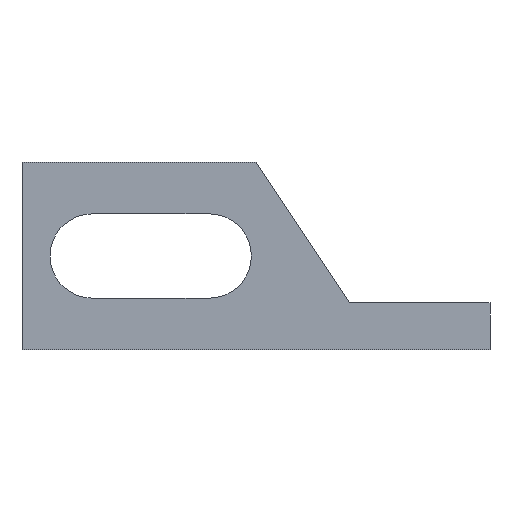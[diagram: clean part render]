
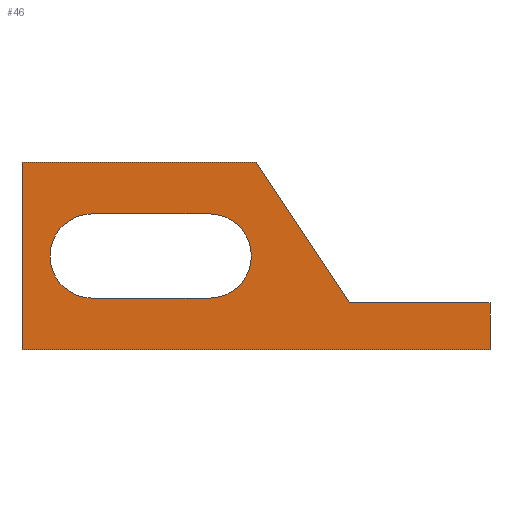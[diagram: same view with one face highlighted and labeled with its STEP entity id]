
A CAD part, top view. The second image highlights one B-rep face of the part: STEP entity #46.
In plain terms, the highlighted planar face has unit normal (0, 0, 1).
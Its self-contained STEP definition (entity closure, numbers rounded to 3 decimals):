
#1 = CARTESIAN_POINT ( 'NONE',  ( 50., 0., 0. ) ) ;
#4 = PLANE ( 'NONE',  #39 ) ;
#5 = VERTEX_POINT ( 'NONE', #70 ) ;
#6 = CARTESIAN_POINT ( 'NONE',  ( 0., 20., 0. ) ) ;
#7 = ORIENTED_EDGE ( 'NONE', *, *, #51, .T. ) ;
#8 = VECTOR ( 'NONE', #73, 1000. ) ;
#9 = EDGE_CURVE ( 'NONE', #5, #99, #100, .T. ) ;
#11 = DIRECTION ( 'NONE',  ( 0., 0., 1. ) ) ;
#13 = CARTESIAN_POINT ( 'NONE',  ( 35., 5., 0. ) ) ;
#14 = VERTEX_POINT ( 'NONE', #92 ) ;
#15 = DIRECTION ( 'NONE',  ( 1., 0., 0. ) ) ;
#16 = ORIENTED_EDGE ( 'NONE', *, *, #65, .T. ) ;
#18 = EDGE_CURVE ( 'NONE', #101, #67, #115, .T. ) ;
#19 = VECTOR ( 'NONE', #125, 1000. ) ;
#20 = DIRECTION ( 'NONE',  ( -1., 0., 0. ) ) ;
#24 = VECTOR ( 'NONE', #20, 1000. ) ;
#25 = EDGE_CURVE ( 'NONE', #14, #101, #74, .T. ) ;
#26 = CARTESIAN_POINT ( 'NONE',  ( 0., 0., 0. ) ) ;
#27 = VERTEX_POINT ( 'NONE', #44 ) ;
#28 = FACE_OUTER_BOUND ( 'NONE', #69, .T. ) ;
#30 = EDGE_CURVE ( 'NONE', #126, #14, #34, .T. ) ;
#31 = CARTESIAN_POINT ( 'NONE',  ( 0., 20., 0. ) ) ;
#34 = LINE ( 'NONE', #6, #19 ) ;
#35 = VERTEX_POINT ( 'NONE', #76 ) ;
#36 = CARTESIAN_POINT ( 'NONE',  ( 20., 5.5, 0. ) ) ;
#37 = DIRECTION ( 'NONE',  ( 1., 0., 0. ) ) ;
#38 = ORIENTED_EDGE ( 'NONE', *, *, #41, .F. ) ;
#39 = AXIS2_PLACEMENT_3D ( 'NONE', #26, #88, #117 ) ;
#40 = CARTESIAN_POINT ( 'NONE',  ( 7.5, 10., 0. ) ) ;
#41 = EDGE_CURVE ( 'NONE', #99, #48, #106, .T. ) ;
#42 = AXIS2_PLACEMENT_3D ( 'NONE', #40, #11, #103 ) ;
#44 = CARTESIAN_POINT ( 'NONE',  ( 7.5, 14.5, 0. ) ) ;
#45 = ORIENTED_EDGE ( 'NONE', *, *, #124, .F. ) ;
#46 = ADVANCED_FACE ( 'NONE', ( #110, #28 ), #4, .T. ) ;
#47 = DIRECTION ( 'NONE',  ( -0.555, 0.832, 0. ) ) ;
#48 = VERTEX_POINT ( 'NONE', #56 ) ;
#49 = VERTEX_POINT ( 'NONE', #66 ) ;
#51 = EDGE_CURVE ( 'NONE', #67, #35, #78, .T. ) ;
#56 = CARTESIAN_POINT ( 'NONE',  ( 20., 14.5, 0. ) ) ;
#57 = CARTESIAN_POINT ( 'NONE',  ( 20., 10., 0. ) ) ;
#58 = ORIENTED_EDGE ( 'NONE', *, *, #25, .T. ) ;
#59 = DIRECTION ( 'NONE',  ( 0., 0., 1. ) ) ;
#60 = ORIENTED_EDGE ( 'NONE', *, *, #18, .T. ) ;
#64 = VECTOR ( 'NONE', #15, 1000. ) ;
#65 = EDGE_CURVE ( 'NONE', #35, #49, #68, .T. ) ;
#66 = CARTESIAN_POINT ( 'NONE',  ( 25., 20., 0. ) ) ;
#67 = VERTEX_POINT ( 'NONE', #127 ) ;
#68 = LINE ( 'NONE', #13, #131 ) ;
#69 = EDGE_LOOP ( 'NONE', ( #79, #58, #60, #7, #16, #108 ) ) ;
#70 = CARTESIAN_POINT ( 'NONE',  ( 7.5, 5.5, 0. ) ) ;
#73 = DIRECTION ( 'NONE',  ( -1., 0., 0. ) ) ;
#74 = LINE ( 'NONE', #98, #64 ) ;
#76 = CARTESIAN_POINT ( 'NONE',  ( 35., 5., 0. ) ) ;
#77 = EDGE_LOOP ( 'NONE', ( #45, #87, #38, #111 ) ) ;
#78 = LINE ( 'NONE', #86, #113 ) ;
#79 = ORIENTED_EDGE ( 'NONE', *, *, #30, .T. ) ;
#81 = VECTOR ( 'NONE', #83, 1000. ) ;
#83 = DIRECTION ( 'NONE',  ( 0., 1., 0. ) ) ;
#86 = CARTESIAN_POINT ( 'NONE',  ( 50., 5., 0. ) ) ;
#87 = ORIENTED_EDGE ( 'NONE', *, *, #118, .F. ) ;
#88 = DIRECTION ( 'NONE',  ( 0., 0., 1. ) ) ;
#89 = LINE ( 'NONE', #114, #8 ) ;
#90 = CARTESIAN_POINT ( 'NONE',  ( 7.5, 14.5, 0. ) ) ;
#92 = CARTESIAN_POINT ( 'NONE',  ( 0., 0., 0. ) ) ;
#95 = VECTOR ( 'NONE', #37, 1000. ) ;
#96 = DIRECTION ( 'NONE',  ( 1., 0., 0. ) ) ;
#98 = CARTESIAN_POINT ( 'NONE',  ( 0., 0., 0. ) ) ;
#99 = VERTEX_POINT ( 'NONE', #36 ) ;
#100 = LINE ( 'NONE', #112, #95 ) ;
#101 = VERTEX_POINT ( 'NONE', #119 ) ;
#103 = DIRECTION ( 'NONE',  ( 1., 0., 0. ) ) ;
#104 = EDGE_CURVE ( 'NONE', #49, #126, #89, .T. ) ;
#106 = CIRCLE ( 'NONE', #121, 4.5 ) ;
#107 = DIRECTION ( 'NONE',  ( -1., 0., 0. ) ) ;
#108 = ORIENTED_EDGE ( 'NONE', *, *, #104, .T. ) ;
#110 = FACE_BOUND ( 'NONE', #77, .T. ) ;
#111 = ORIENTED_EDGE ( 'NONE', *, *, #9, .F. ) ;
#112 = CARTESIAN_POINT ( 'NONE',  ( 7.5, 5.5, 0. ) ) ;
#113 = VECTOR ( 'NONE', #107, 1000. ) ;
#114 = CARTESIAN_POINT ( 'NONE',  ( 25., 20., 0. ) ) ;
#115 = LINE ( 'NONE', #1, #81 ) ;
#117 = DIRECTION ( 'NONE',  ( 1., 0., 0. ) ) ;
#118 = EDGE_CURVE ( 'NONE', #48, #27, #122, .T. ) ;
#119 = CARTESIAN_POINT ( 'NONE',  ( 50., 0., 0. ) ) ;
#121 = AXIS2_PLACEMENT_3D ( 'NONE', #57, #59, #96 ) ;
#122 = LINE ( 'NONE', #90, #24 ) ;
#124 = EDGE_CURVE ( 'NONE', #27, #5, #128, .T. ) ;
#125 = DIRECTION ( 'NONE',  ( 0., -1., 0. ) ) ;
#126 = VERTEX_POINT ( 'NONE', #31 ) ;
#127 = CARTESIAN_POINT ( 'NONE',  ( 50., 5., 0. ) ) ;
#128 = CIRCLE ( 'NONE', #42, 4.5 ) ;
#131 = VECTOR ( 'NONE', #47, 1000. ) ;
